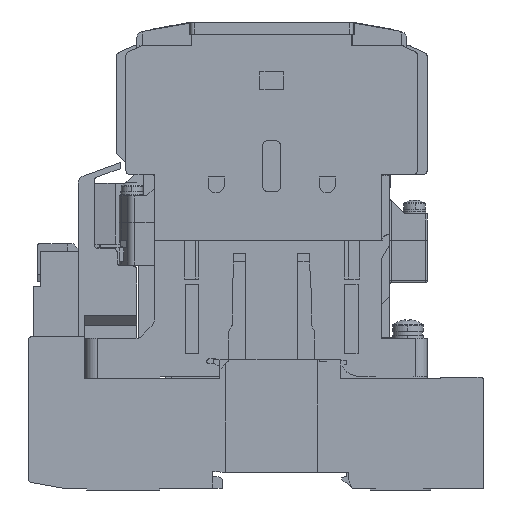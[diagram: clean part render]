
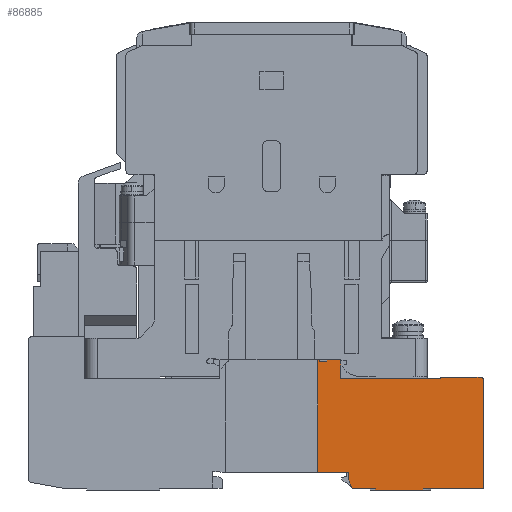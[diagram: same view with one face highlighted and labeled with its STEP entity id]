
A CAD part, left-side view. The second image highlights one B-rep face of the part: STEP entity #86885.
In plain terms, the highlighted planar face has unit normal (-1, 0, 0).
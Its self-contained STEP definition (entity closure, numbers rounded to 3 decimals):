
#1587 = VERTEX_POINT ( 'NONE', #37589 ) ;
#2889 = ORIENTED_EDGE ( 'NONE', *, *, #77863, .T. ) ;
#3024 = ORIENTED_EDGE ( 'NONE', *, *, #103504, .F. ) ;
#3412 = CARTESIAN_POINT ( 'NONE',  ( -27., -12., 0. ) ) ;
#7235 = AXIS2_PLACEMENT_3D ( 'NONE', #57989, #97885, #47142 ) ;
#7470 = EDGE_CURVE ( 'NONE', #74955, #95819, #104457, .T. ) ;
#10065 = LINE ( 'NONE', #28153, #83677 ) ;
#10207 = VECTOR ( 'NONE', #21279, 1000. ) ;
#10375 = EDGE_CURVE ( 'NONE', #52003, #99027, #124273, .T. ) ;
#11729 = AXIS2_PLACEMENT_3D ( 'NONE', #62502, #13014, #92131 ) ;
#13014 = DIRECTION ( 'NONE',  ( 1., 0., 0. ) ) ;
#13081 = PLANE ( 'NONE',  #77992 ) ;
#13717 = CARTESIAN_POINT ( 'NONE',  ( -27., -27., -4.6 ) ) ;
#14713 = CARTESIAN_POINT ( 'NONE',  ( -27., -27., -4.1 ) ) ;
#16053 = EDGE_CURVE ( 'NONE', #18240, #95819, #111784, .T. ) ;
#17500 = EDGE_CURVE ( 'NONE', #46700, #48342, #70596, .T. ) ;
#17732 = CARTESIAN_POINT ( 'NONE',  ( -27., -39.469, -4.6 ) ) ;
#18240 = VERTEX_POINT ( 'NONE', #3412 ) ;
#19206 = CARTESIAN_POINT ( 'NONE',  ( -27., -18., 24.4 ) ) ;
#21279 = DIRECTION ( 'NONE',  ( 0., 1., 0. ) ) ;
#21313 = VECTOR ( 'NONE', #98743, 1000. ) ;
#21486 = CARTESIAN_POINT ( 'NONE',  ( -27., 62.5, 34.4 ) ) ;
#22113 = VECTOR ( 'NONE', #71702, 1000. ) ;
#24025 = DIRECTION ( 'NONE',  ( 0., 1., 0. ) ) ;
#26071 = CARTESIAN_POINT ( 'NONE',  ( -27., -12., 29.35 ) ) ;
#28153 = CARTESIAN_POINT ( 'NONE',  ( -27., 12.95, 0. ) ) ;
#28560 = EDGE_CURVE ( 'NONE', #46580, #111287, #122102, .T. ) ;
#31521 = DIRECTION ( 'NONE',  ( 0., 0., 1. ) ) ;
#31798 = FACE_OUTER_BOUND ( 'NONE', #111981, .T. ) ;
#31993 = CARTESIAN_POINT ( 'NONE',  ( -27., -55.3, 23.8 ) ) ;
#34753 = VERTEX_POINT ( 'NONE', #64589 ) ;
#35176 = LINE ( 'NONE', #35821, #83762 ) ;
#35821 = CARTESIAN_POINT ( 'NONE',  ( -27., -44., 24.8 ) ) ;
#37495 = EDGE_CURVE ( 'NONE', #83714, #124832, #70151, .T. ) ;
#37589 = CARTESIAN_POINT ( 'NONE',  ( -27., -19.9, -1.2 ) ) ;
#38096 = LINE ( 'NONE', #96546, #51183 ) ;
#38472 = CIRCLE ( 'NONE', #11729, 5. ) ;
#38530 = EDGE_CURVE ( 'NONE', #83926, #121268, #38096, .T. ) ;
#38830 = CARTESIAN_POINT ( 'NONE',  ( -27., 48.8, 24.4 ) ) ;
#38952 = DIRECTION ( 'NONE',  ( 0., 0., 1. ) ) ;
#39831 = VECTOR ( 'NONE', #96604, 1000. ) ;
#41065 = DIRECTION ( 'NONE',  ( 0., 1., 0. ) ) ;
#42677 = DIRECTION ( 'NONE',  ( 1., 0., 0. ) ) ;
#44780 = ORIENTED_EDGE ( 'NONE', *, *, #124154, .F. ) ;
#45065 = ORIENTED_EDGE ( 'NONE', *, *, #58920, .F. ) ;
#46580 = VERTEX_POINT ( 'NONE', #86131 ) ;
#46700 = VERTEX_POINT ( 'NONE', #103271 ) ;
#46772 = ORIENTED_EDGE ( 'NONE', *, *, #63250, .F. ) ;
#47142 = DIRECTION ( 'NONE',  ( 0., 0., -1. ) ) ;
#47170 = ORIENTED_EDGE ( 'NONE', *, *, #38530, .F. ) ;
#47352 = EDGE_CURVE ( 'NONE', #50232, #83926, #117883, .T. ) ;
#48008 = VECTOR ( 'NONE', #107594, 1000. ) ;
#48342 = VERTEX_POINT ( 'NONE', #78842 ) ;
#50232 = VERTEX_POINT ( 'NONE', #19206 ) ;
#50460 = LINE ( 'NONE', #109593, #22113 ) ;
#50494 = EDGE_CURVE ( 'NONE', #1587, #34753, #68589, .T. ) ;
#51183 = VECTOR ( 'NONE', #124250, 1000. ) ;
#51811 = DIRECTION ( 'NONE',  ( 0., 0., -1. ) ) ;
#52003 = VERTEX_POINT ( 'NONE', #82616 ) ;
#53098 = EDGE_CURVE ( 'NONE', #121268, #46580, #35176, .T. ) ;
#57989 = CARTESIAN_POINT ( 'NONE',  ( -27., -54.3, 23.8 ) ) ;
#58920 = EDGE_CURVE ( 'NONE', #111287, #46700, #91737, .T. ) ;
#59640 = CARTESIAN_POINT ( 'NONE',  ( -27., -18., 29.35 ) ) ;
#60272 = CARTESIAN_POINT ( 'NONE',  ( -27., -21.1, -4.1 ) ) ;
#60364 = ORIENTED_EDGE ( 'NONE', *, *, #17500, .F. ) ;
#61694 = VECTOR ( 'NONE', #38952, 1000. ) ;
#62502 = CARTESIAN_POINT ( 'NONE',  ( -27., -24.887, -0.835 ) ) ;
#63250 = EDGE_CURVE ( 'NONE', #124832, #1587, #38472, .T. ) ;
#64589 = CARTESIAN_POINT ( 'NONE',  ( -27., -19.9, 0. ) ) ;
#68589 = LINE ( 'NONE', #119321, #21313 ) ;
#70151 = LINE ( 'NONE', #109326, #10207 ) ;
#70551 = ORIENTED_EDGE ( 'NONE', *, *, #7470, .T. ) ;
#70596 = LINE ( 'NONE', #60272, #85654 ) ;
#70598 = CARTESIAN_POINT ( 'NONE',  ( -27., -55.3, 23.8 ) ) ;
#71702 = DIRECTION ( 'NONE',  ( 0., 0., -1. ) ) ;
#71801 = ORIENTED_EDGE ( 'NONE', *, *, #47352, .F. ) ;
#72609 = CARTESIAN_POINT ( 'NONE',  ( -27., -12., 0. ) ) ;
#72906 = CARTESIAN_POINT ( 'NONE',  ( -27., -12., 29.35 ) ) ;
#74416 = DIRECTION ( 'NONE',  ( 0., -1., 0. ) ) ;
#74955 = VERTEX_POINT ( 'NONE', #59640 ) ;
#77614 = DIRECTION ( 'NONE',  ( 0., 1., 0. ) ) ;
#77863 = EDGE_CURVE ( 'NONE', #52003, #48342, #105818, .T. ) ;
#77992 = AXIS2_PLACEMENT_3D ( 'NONE', #21486, #42677, #90301 ) ;
#78842 = CARTESIAN_POINT ( 'NONE',  ( -27., -39.469, -4.1 ) ) ;
#80912 = DIRECTION ( 'NONE',  ( 0., 1., 0. ) ) ;
#82616 = CARTESIAN_POINT ( 'NONE',  ( -27., -39.469, -4.6 ) ) ;
#83677 = VECTOR ( 'NONE', #77614, 1000. ) ;
#83714 = VERTEX_POINT ( 'NONE', #14713 ) ;
#83762 = VECTOR ( 'NONE', #74416, 1000. ) ;
#83926 = VERTEX_POINT ( 'NONE', #101843 ) ;
#85631 = VECTOR ( 'NONE', #31521, 1000. ) ;
#85654 = VECTOR ( 'NONE', #80912, 1000. ) ;
#86131 = CARTESIAN_POINT ( 'NONE',  ( -27., -54.3, 24.8 ) ) ;
#86885 = ADVANCED_FACE ( 'NONE', ( #31798 ), #13081, .F. ) ;
#90301 = DIRECTION ( 'NONE',  ( 0., 0., -1. ) ) ;
#91737 = LINE ( 'NONE', #31993, #109464 ) ;
#92131 = DIRECTION ( 'NONE',  ( 0., 0., -1. ) ) ;
#93067 = ORIENTED_EDGE ( 'NONE', *, *, #126462, .F. ) ;
#95508 = VECTOR ( 'NONE', #24025, 1000. ) ;
#95819 = VERTEX_POINT ( 'NONE', #72906 ) ;
#96378 = CARTESIAN_POINT ( 'NONE',  ( -27., -44., 24.8 ) ) ;
#96546 = CARTESIAN_POINT ( 'NONE',  ( -27., -44., 24.4 ) ) ;
#96604 = DIRECTION ( 'NONE',  ( 0., 0., 1. ) ) ;
#97885 = DIRECTION ( 'NONE',  ( 1., 0., 0. ) ) ;
#97887 = LINE ( 'NONE', #105647, #39831 ) ;
#98743 = DIRECTION ( 'NONE',  ( 0., 0., 1. ) ) ;
#99027 = VERTEX_POINT ( 'NONE', #115407 ) ;
#101233 = ORIENTED_EDGE ( 'NONE', *, *, #28560, .F. ) ;
#101486 = VECTOR ( 'NONE', #41065, 1000. ) ;
#101843 = CARTESIAN_POINT ( 'NONE',  ( -27., -44., 24.4 ) ) ;
#103271 = CARTESIAN_POINT ( 'NONE',  ( -27., -55.3, -4.1 ) ) ;
#103504 = EDGE_CURVE ( 'NONE', #74955, #50232, #50460, .T. ) ;
#104457 = LINE ( 'NONE', #26071, #101486 ) ;
#105647 = CARTESIAN_POINT ( 'NONE',  ( -27., -27., -4.6 ) ) ;
#105818 = LINE ( 'NONE', #17732, #61694 ) ;
#107594 = DIRECTION ( 'NONE',  ( 0., -1., 0. ) ) ;
#109326 = CARTESIAN_POINT ( 'NONE',  ( -27., -21.1, -4.1 ) ) ;
#109464 = VECTOR ( 'NONE', #51811, 1000. ) ;
#109593 = CARTESIAN_POINT ( 'NONE',  ( -27., -18., 61.129 ) ) ;
#111006 = ORIENTED_EDGE ( 'NONE', *, *, #50494, .F. ) ;
#111287 = VERTEX_POINT ( 'NONE', #70598 ) ;
#111332 = CARTESIAN_POINT ( 'NONE',  ( -27., -21.1, -4.1 ) ) ;
#111784 = LINE ( 'NONE', #72609, #85631 ) ;
#111981 = EDGE_LOOP ( 'NONE', ( #71801, #3024, #70551, #119580, #93067, #111006, #46772, #123125, #44780, #114631, #2889, #60364, #45065, #101233, #113269, #47170 ) ) ;
#113269 = ORIENTED_EDGE ( 'NONE', *, *, #53098, .F. ) ;
#114631 = ORIENTED_EDGE ( 'NONE', *, *, #10375, .F. ) ;
#115407 = CARTESIAN_POINT ( 'NONE',  ( -27., -27., -4.6 ) ) ;
#117883 = LINE ( 'NONE', #38830, #48008 ) ;
#119321 = CARTESIAN_POINT ( 'NONE',  ( -27., -19.9, -1.2 ) ) ;
#119580 = ORIENTED_EDGE ( 'NONE', *, *, #16053, .F. ) ;
#121268 = VERTEX_POINT ( 'NONE', #96378 ) ;
#122102 = CIRCLE ( 'NONE', #7235, 1. ) ;
#123125 = ORIENTED_EDGE ( 'NONE', *, *, #37495, .F. ) ;
#124154 = EDGE_CURVE ( 'NONE', #99027, #83714, #97887, .T. ) ;
#124250 = DIRECTION ( 'NONE',  ( 0., 0., 1. ) ) ;
#124273 = LINE ( 'NONE', #13717, #95508 ) ;
#124832 = VERTEX_POINT ( 'NONE', #111332 ) ;
#126462 = EDGE_CURVE ( 'NONE', #34753, #18240, #10065, .T. ) ;
